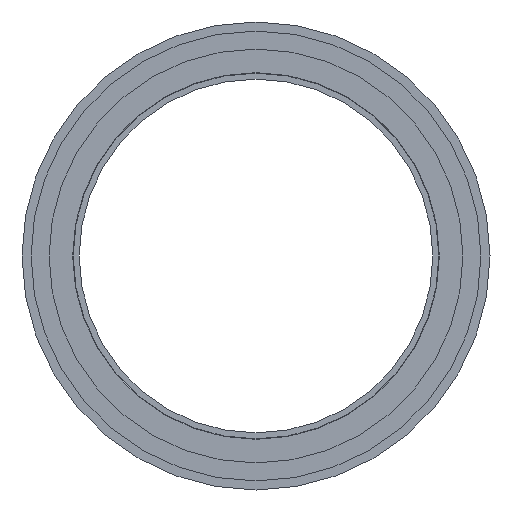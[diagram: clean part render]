
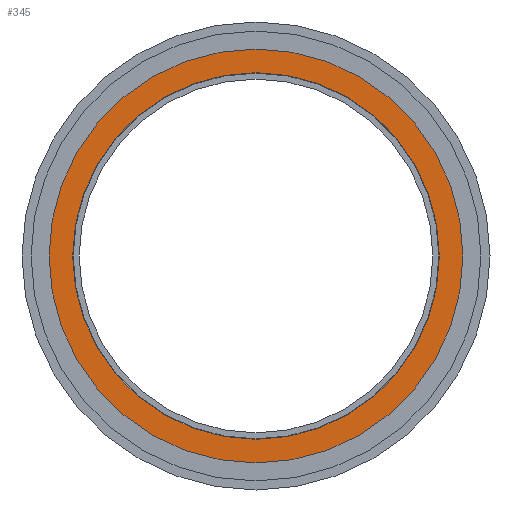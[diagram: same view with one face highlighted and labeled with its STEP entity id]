
A CAD part, front view. The second image highlights one B-rep face of the part: STEP entity #345.
In plain terms, the highlighted planar face has unit normal (0, -1, 0).
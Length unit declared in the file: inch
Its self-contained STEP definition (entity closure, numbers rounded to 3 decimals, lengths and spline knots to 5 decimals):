
#4 = CIRCLE ( 'NONE', #324, 2.005 ) ;
#18 = EDGE_CURVE ( 'NONE', #388, #170, #568, .T. ) ;
#33 = ORIENTED_EDGE ( 'NONE', *, *, #18, .T. ) ;
#50 = AXIS2_PLACEMENT_3D ( 'NONE', #556, #82, #390 ) ;
#56 = CARTESIAN_POINT ( 'NONE',  ( 0., 0., 0. ) ) ;
#82 = DIRECTION ( 'NONE',  ( 0., 1., 0. ) ) ;
#91 = ORIENTED_EDGE ( 'NONE', *, *, #284, .F. ) ;
#100 = CIRCLE ( 'NONE', #50, 2.264 ) ;
#106 = EDGE_CURVE ( 'NONE', #681, #593, #625, .T. ) ;
#156 = DIRECTION ( 'NONE',  ( 0., 0., 1. ) ) ;
#162 = AXIS2_PLACEMENT_3D ( 'NONE', #56, #240, #360 ) ;
#170 = VERTEX_POINT ( 'NONE', #309 ) ;
#211 = DIRECTION ( 'NONE',  ( 0., 1., 0. ) ) ;
#236 = AXIS2_PLACEMENT_3D ( 'NONE', #705, #516, #644 ) ;
#240 = DIRECTION ( 'NONE',  ( 0., 1., 0. ) ) ;
#258 = EDGE_LOOP ( 'NONE', ( #33, #619 ) ) ;
#278 = CARTESIAN_POINT ( 'NONE',  ( 0., 0., 0. ) ) ;
#284 = EDGE_CURVE ( 'NONE', #593, #681, #100, .T. ) ;
#309 = CARTESIAN_POINT ( 'NONE',  ( 0., 0., -2.005 ) ) ;
#324 = AXIS2_PLACEMENT_3D ( 'NONE', #278, #211, #691 ) ;
#344 = CARTESIAN_POINT ( 'NONE',  ( 2.005, 0., 0. ) ) ;
#345 = ADVANCED_FACE ( 'NONE', ( #623, #463 ), #704, .F. ) ;
#360 = DIRECTION ( 'NONE',  ( 0., 0., 1. ) ) ;
#387 = EDGE_CURVE ( 'NONE', #170, #388, #4, .T. ) ;
#388 = VERTEX_POINT ( 'NONE', #451 ) ;
#390 = DIRECTION ( 'NONE',  ( 0., 0., 1. ) ) ;
#451 = CARTESIAN_POINT ( 'NONE',  ( 0., 0., 2.005 ) ) ;
#463 = FACE_BOUND ( 'NONE', #258, .T. ) ;
#473 = EDGE_LOOP ( 'NONE', ( #677, #91 ) ) ;
#485 = CARTESIAN_POINT ( 'NONE',  ( 0., 0., -2.264 ) ) ;
#516 = DIRECTION ( 'NONE',  ( 0., 1., 0. ) ) ;
#556 = CARTESIAN_POINT ( 'NONE',  ( 0., 0., 0. ) ) ;
#568 = CIRCLE ( 'NONE', #236, 2.005 ) ;
#570 = AXIS2_PLACEMENT_3D ( 'NONE', #344, #695, #156 ) ;
#593 = VERTEX_POINT ( 'NONE', #485 ) ;
#619 = ORIENTED_EDGE ( 'NONE', *, *, #387, .T. ) ;
#623 = FACE_OUTER_BOUND ( 'NONE', #473, .T. ) ;
#625 = CIRCLE ( 'NONE', #162, 2.264 ) ;
#633 = CARTESIAN_POINT ( 'NONE',  ( 0., 0., 2.264 ) ) ;
#644 = DIRECTION ( 'NONE',  ( 0., 0., 1. ) ) ;
#677 = ORIENTED_EDGE ( 'NONE', *, *, #106, .F. ) ;
#681 = VERTEX_POINT ( 'NONE', #633 ) ;
#691 = DIRECTION ( 'NONE',  ( 0., 0., 1. ) ) ;
#695 = DIRECTION ( 'NONE',  ( 0., 1., 0. ) ) ;
#704 = PLANE ( 'NONE',  #570 ) ;
#705 = CARTESIAN_POINT ( 'NONE',  ( 0., 0., 0. ) ) ;
